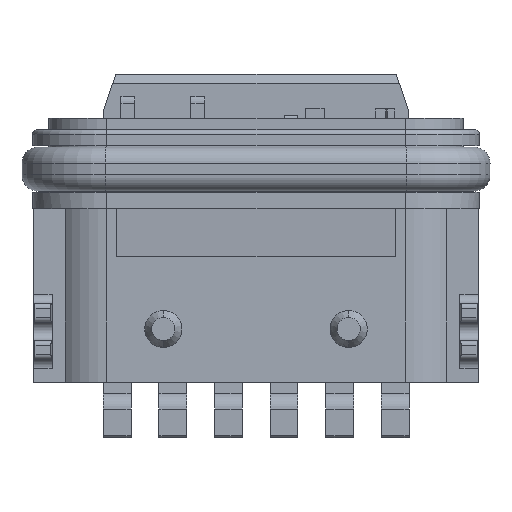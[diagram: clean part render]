
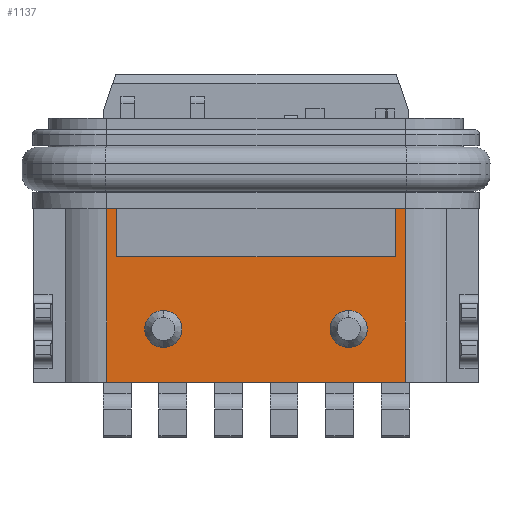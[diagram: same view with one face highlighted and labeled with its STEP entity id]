
A CAD part, front view. The second image highlights one B-rep face of the part: STEP entity #1137.
In plain terms, the highlighted planar face has unit normal (0, -1, 0).
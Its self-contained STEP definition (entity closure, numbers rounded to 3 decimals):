
#1137=ADVANCED_FACE('',(#2375,#2376,#2377),#1851,.F.);
#1851=PLANE('',#14090);
#2375=FACE_BOUND('',#2482,.T.);
#2376=FACE_BOUND('',#2483,.T.);
#2377=FACE_BOUND('',#2484,.T.);
#2482=EDGE_LOOP('',(#3736,#3737));
#2483=EDGE_LOOP('',(#3738,#3739));
#2484=EDGE_LOOP('',(#3740,#3741,#3742,#3743,#3744,#3745,#3746,#3747));
#3283=CIRCLE('',#14086,0.4);
#3284=CIRCLE('',#14087,0.4);
#3285=CIRCLE('',#14088,0.4);
#3286=CIRCLE('',#14089,0.4);
#3736=ORIENTED_EDGE('',*,*,#8961,.F.);
#3737=ORIENTED_EDGE('',*,*,#8962,.F.);
#3738=ORIENTED_EDGE('',*,*,#8963,.F.);
#3739=ORIENTED_EDGE('',*,*,#8964,.F.);
#3740=ORIENTED_EDGE('',*,*,#8965,.F.);
#3741=ORIENTED_EDGE('',*,*,#8966,.F.);
#3742=ORIENTED_EDGE('',*,*,#8967,.F.);
#3743=ORIENTED_EDGE('',*,*,#8957,.T.);
#3744=ORIENTED_EDGE('',*,*,#8968,.F.);
#3745=ORIENTED_EDGE('',*,*,#8969,.F.);
#3746=ORIENTED_EDGE('',*,*,#8970,.T.);
#3747=ORIENTED_EDGE('',*,*,#8971,.T.);
#7613=VERTEX_POINT('',#18934);
#7614=VERTEX_POINT('',#18936);
#7617=VERTEX_POINT('',#18944);
#7618=VERTEX_POINT('',#18945);
#7619=VERTEX_POINT('',#18948);
#7620=VERTEX_POINT('',#18949);
#7621=VERTEX_POINT('',#18952);
#7622=VERTEX_POINT('',#18953);
#7623=VERTEX_POINT('',#18955);
#7624=VERTEX_POINT('',#18958);
#7625=VERTEX_POINT('',#18960);
#7626=VERTEX_POINT('',#18962);
#8957=EDGE_CURVE('',#7614,#7613,#10907,.T.);
#8961=EDGE_CURVE('',#7617,#7618,#3283,.T.);
#8962=EDGE_CURVE('',#7618,#7617,#3284,.T.);
#8963=EDGE_CURVE('',#7619,#7620,#3285,.T.);
#8964=EDGE_CURVE('',#7620,#7619,#3286,.T.);
#8965=EDGE_CURVE('',#7621,#7622,#10910,.T.);
#8966=EDGE_CURVE('',#7623,#7621,#10911,.T.);
#8967=EDGE_CURVE('',#7614,#7623,#10912,.T.);
#8968=EDGE_CURVE('',#7624,#7613,#10913,.T.);
#8969=EDGE_CURVE('',#7625,#7624,#10914,.T.);
#8970=EDGE_CURVE('',#7625,#7626,#10915,.T.);
#8971=EDGE_CURVE('',#7626,#7622,#10916,.T.);
#10907=LINE('',#18935,#12479);
#10910=LINE('',#18951,#12482);
#10911=LINE('',#18954,#12483);
#10912=LINE('',#18956,#12484);
#10913=LINE('',#18957,#12485);
#10914=LINE('',#18959,#12486);
#10915=LINE('',#18961,#12487);
#10916=LINE('',#18963,#12488);
#12479=VECTOR('',#15278,1.);
#12482=VECTOR('',#15293,1.);
#12483=VECTOR('',#15294,1.);
#12484=VECTOR('',#15295,1.);
#12485=VECTOR('',#15296,1.);
#12486=VECTOR('',#15297,1.);
#12487=VECTOR('',#15298,1.);
#12488=VECTOR('',#15299,1.);
#14086=AXIS2_PLACEMENT_3D('',#18943,#15285,#15286);
#14087=AXIS2_PLACEMENT_3D('',#18946,#15287,#15288);
#14088=AXIS2_PLACEMENT_3D('',#18947,#15289,#15290);
#14089=AXIS2_PLACEMENT_3D('',#18950,#15291,#15292);
#14090=AXIS2_PLACEMENT_3D('',#18964,#15300,#15301);
#15278=DIRECTION('',(1.,0.,0.));
#15285=DIRECTION('',(0.,-1.,0.));
#15286=DIRECTION('',(1.,0.,0.));
#15287=DIRECTION('',(0.,-1.,0.));
#15288=DIRECTION('',(1.,0.,0.));
#15289=DIRECTION('',(0.,-1.,0.));
#15290=DIRECTION('',(1.,0.,0.));
#15291=DIRECTION('',(0.,-1.,0.));
#15292=DIRECTION('',(1.,0.,0.));
#15293=DIRECTION('',(0.,0.,-1.));
#15294=DIRECTION('',(1.,0.,0.));
#15295=DIRECTION('',(0.,0.,1.));
#15296=DIRECTION('',(0.,0.,-1.));
#15297=DIRECTION('',(1.,0.,0.));
#15298=DIRECTION('',(0.,0.,-1.));
#15299=DIRECTION('',(-1.,0.,0.));
#15300=DIRECTION('',(0.,1.,0.));
#15301=DIRECTION('',(-1.,0.,0.));
#18934=CARTESIAN_POINT('',(-157.273,-32.397,37.192));
#18935=CARTESIAN_POINT('',(-165.349,-32.397,37.192));
#18936=CARTESIAN_POINT('',(-163.713,-32.397,37.192));
#18943=CARTESIAN_POINT('',(-162.493,-32.397,38.342));
#18944=CARTESIAN_POINT('',(-162.093,-32.397,38.342));
#18945=CARTESIAN_POINT('',(-162.892,-32.397,38.342));
#18946=CARTESIAN_POINT('',(-162.493,-32.397,38.342));
#18947=CARTESIAN_POINT('',(-158.493,-32.397,38.342));
#18948=CARTESIAN_POINT('',(-158.093,-32.397,38.342));
#18949=CARTESIAN_POINT('',(-158.892,-32.397,38.342));
#18950=CARTESIAN_POINT('',(-158.493,-32.397,38.342));
#18951=CARTESIAN_POINT('',(-163.493,-32.397,41.042));
#18952=CARTESIAN_POINT('',(-163.493,-32.397,40.942));
#18953=CARTESIAN_POINT('',(-163.493,-32.397,39.897));
#18954=CARTESIAN_POINT('',(-163.841,-32.397,40.942));
#18955=CARTESIAN_POINT('',(-163.713,-32.397,40.942));
#18956=CARTESIAN_POINT('',(-163.713,-32.397,37.112));
#18957=CARTESIAN_POINT('',(-157.273,-32.397,37.112));
#18958=CARTESIAN_POINT('',(-157.273,-32.397,40.942));
#18959=CARTESIAN_POINT('',(-163.841,-32.397,40.942));
#18960=CARTESIAN_POINT('',(-157.493,-32.397,40.942));
#18961=CARTESIAN_POINT('',(-157.493,-32.397,41.042));
#18962=CARTESIAN_POINT('',(-157.493,-32.397,39.897));
#18963=CARTESIAN_POINT('',(-157.493,-32.397,39.897));
#18964=CARTESIAN_POINT('',(-163.841,-32.397,37.112));
